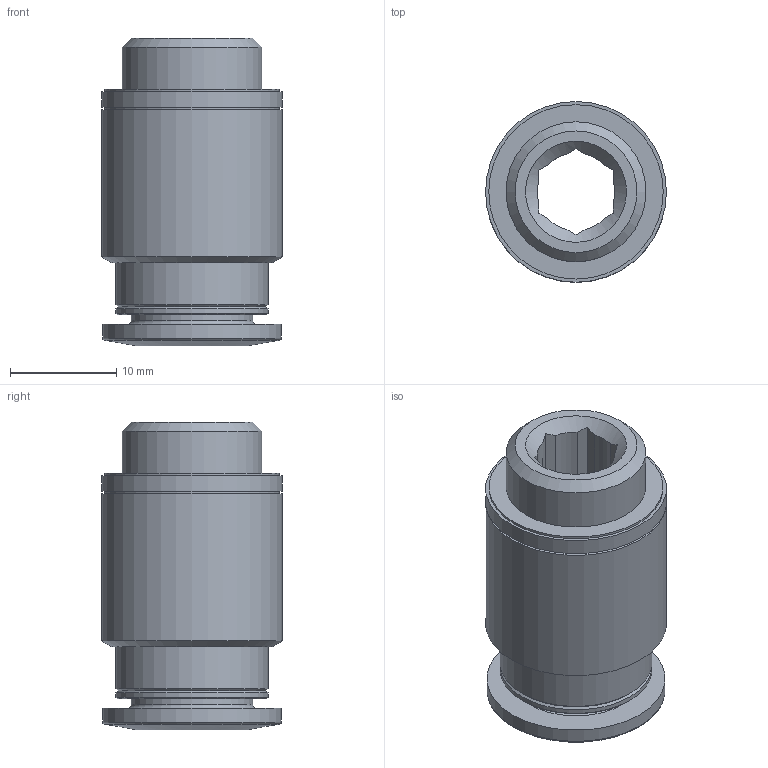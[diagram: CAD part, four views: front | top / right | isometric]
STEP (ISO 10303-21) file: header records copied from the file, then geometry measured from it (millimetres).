
FILE_DESCRIPTION(/* description */ ('STEP AP214'),/* implementation_level */ '2;1');
FILE_NAME(/* name */ '186112_QS-G1_4-10-I',/* time_stamp */ '2024-09-10T02:39:04+02:00',/* author */ ('License CC BY-ND 4.0'),/* organization */ ('CADENAS'),/* preprocessor_version */ 'ST-DEVELOPER v19.3',/* originating_system */ 'PARTsolutions',/* authorisation */ ' ');
FILE_SCHEMA (('AUTOMOTIVE_DESIGN {1 0 10303 214 3 1 1}'));
Length unit declared in the file: millimetre
Products named in the file (1): 186112 QS-G1/4-10-I
Bounding box: 17 x 17 x 28.9 mm (x, y, z)
Volume: 3601.7 mm3; surface area: 2820.7 mm2
Topology: 1 solids, 1 shells, 47 faces, 103 edges, 65 vertices
Faces by surface type: plane 21, cylinder 16, cone 7, torus 3
Full cylindrical faces by diameter (mm): 10 x1, 11.4 x1, 13.157 x1, 14.3 x2, 16.4 x2, 16.8 x1, 17 x2
Entity records: 1549 total; most frequent: CARTESIAN_POINT 230, DIRECTION 206, ORIENTED_EDGE 164, AXIS2_PLACEMENT_3D 88, EDGE_CURVE 82, EDGE_LOOP 76, FACE_BOUND 76, VERTEX_POINT 64
